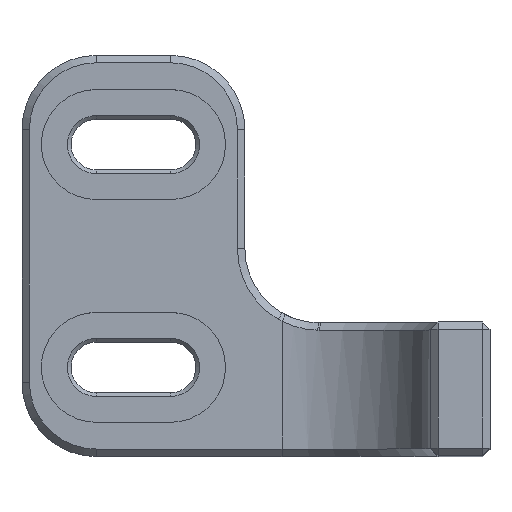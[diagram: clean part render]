
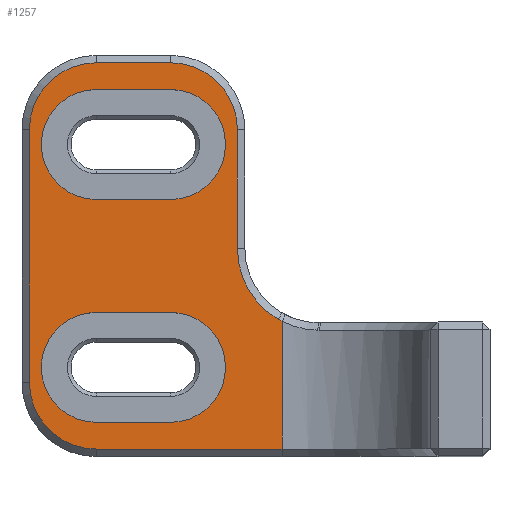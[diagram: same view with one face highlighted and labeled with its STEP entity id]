
A CAD part, top view. The second image highlights one B-rep face of the part: STEP entity #1257.
In plain terms, the highlighted planar face has unit normal (0, 0, 1).
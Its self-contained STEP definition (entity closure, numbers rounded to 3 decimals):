
#18=B_SPLINE_CURVE_WITH_KNOTS('',3,(#2089,#2090,#2091,#2092),
 .UNSPECIFIED.,.F.,.F.,(4,4),(0.505,0.53),
 .UNSPECIFIED.);
#28=FACE_BOUND('',#234,.T.);
#29=FACE_BOUND('',#235,.T.);
#81=PLANE('',#1382);
#151=FACE_OUTER_BOUND('',#233,.T.);
#233=EDGE_LOOP('',(#1097,#1098,#1099,#1100,#1101,#1102,#1103,#1104,#1105,
#1106));
#234=EDGE_LOOP('',(#1107,#1108,#1109,#1110));
#235=EDGE_LOOP('',(#1111,#1112,#1113,#1114));
#272=CIRCLE('',#1331,4.5);
#274=CIRCLE('',#1335,4.5);
#276=CIRCLE('',#1339,4.5);
#277=CIRCLE('',#1342,5.5);
#289=CIRCLE('',#1383,3.7);
#290=CIRCLE('',#1384,3.7);
#291=CIRCLE('',#1385,3.7);
#292=CIRCLE('',#1386,3.7);
#337=LINE('',#1896,#467);
#341=LINE('',#1908,#471);
#345=LINE('',#1920,#475);
#349=LINE('',#1932,#479);
#399=LINE('',#2122,#529);
#406=LINE('',#2144,#536);
#407=LINE('',#2147,#537);
#408=LINE('',#2150,#538);
#409=LINE('',#2154,#539);
#467=VECTOR('',#1530,10.);
#471=VECTOR('',#1542,10.);
#475=VECTOR('',#1554,10.);
#479=VECTOR('',#1566,10.);
#529=VECTOR('',#1682,10.);
#536=VECTOR('',#1709,10.);
#537=VECTOR('',#1712,10.);
#538=VECTOR('',#1713,10.);
#539=VECTOR('',#1716,10.);
#595=VERTEX_POINT('',#1889);
#597=VERTEX_POINT('',#1895);
#599=VERTEX_POINT('',#1901);
#601=VERTEX_POINT('',#1907);
#603=VERTEX_POINT('',#1913);
#605=VERTEX_POINT('',#1919);
#607=VERTEX_POINT('',#1925);
#609=VERTEX_POINT('',#1931);
#611=VERTEX_POINT('',#1937);
#644=VERTEX_POINT('',#2063);
#647=VERTEX_POINT('',#2140);
#648=VERTEX_POINT('',#2141);
#649=VERTEX_POINT('',#2143);
#650=VERTEX_POINT('',#2145);
#651=VERTEX_POINT('',#2148);
#652=VERTEX_POINT('',#2149);
#653=VERTEX_POINT('',#2151);
#654=VERTEX_POINT('',#2153);
#717=EDGE_CURVE('',#595,#597,#337,.T.);
#722=EDGE_CURVE('',#597,#599,#272,.T.);
#723=EDGE_CURVE('',#599,#601,#341,.T.);
#728=EDGE_CURVE('',#601,#603,#274,.T.);
#729=EDGE_CURVE('',#603,#605,#345,.T.);
#734=EDGE_CURVE('',#605,#607,#276,.T.);
#735=EDGE_CURVE('',#607,#609,#349,.T.);
#738=EDGE_CURVE('',#609,#611,#277,.T.);
#796=EDGE_CURVE('',#611,#644,#18,.T.);
#801=EDGE_CURVE('',#644,#595,#399,.T.);
#810=EDGE_CURVE('',#647,#648,#289,.T.);
#811=EDGE_CURVE('',#648,#649,#406,.T.);
#812=EDGE_CURVE('',#649,#650,#290,.T.);
#813=EDGE_CURVE('',#650,#647,#407,.T.);
#814=EDGE_CURVE('',#651,#652,#408,.T.);
#815=EDGE_CURVE('',#652,#653,#291,.T.);
#816=EDGE_CURVE('',#653,#654,#409,.T.);
#817=EDGE_CURVE('',#654,#651,#292,.T.);
#1097=ORIENTED_EDGE('',*,*,#717,.F.);
#1098=ORIENTED_EDGE('',*,*,#801,.F.);
#1099=ORIENTED_EDGE('',*,*,#796,.F.);
#1100=ORIENTED_EDGE('',*,*,#738,.F.);
#1101=ORIENTED_EDGE('',*,*,#735,.F.);
#1102=ORIENTED_EDGE('',*,*,#734,.F.);
#1103=ORIENTED_EDGE('',*,*,#729,.F.);
#1104=ORIENTED_EDGE('',*,*,#728,.F.);
#1105=ORIENTED_EDGE('',*,*,#723,.F.);
#1106=ORIENTED_EDGE('',*,*,#722,.F.);
#1107=ORIENTED_EDGE('',*,*,#810,.T.);
#1108=ORIENTED_EDGE('',*,*,#811,.T.);
#1109=ORIENTED_EDGE('',*,*,#812,.T.);
#1110=ORIENTED_EDGE('',*,*,#813,.T.);
#1111=ORIENTED_EDGE('',*,*,#814,.T.);
#1112=ORIENTED_EDGE('',*,*,#815,.T.);
#1113=ORIENTED_EDGE('',*,*,#816,.T.);
#1114=ORIENTED_EDGE('',*,*,#817,.T.);
#1257=ADVANCED_FACE('',(#151,#28,#29),#81,.F.);
#1331=AXIS2_PLACEMENT_3D('',#1905,#1538,#1539);
#1335=AXIS2_PLACEMENT_3D('',#1917,#1550,#1551);
#1339=AXIS2_PLACEMENT_3D('',#1929,#1562,#1563);
#1342=AXIS2_PLACEMENT_3D('',#1938,#1571,#1572);
#1382=AXIS2_PLACEMENT_3D('',#2139,#1705,#1706);
#1383=AXIS2_PLACEMENT_3D('',#2142,#1707,#1708);
#1384=AXIS2_PLACEMENT_3D('',#2146,#1710,#1711);
#1385=AXIS2_PLACEMENT_3D('',#2152,#1714,#1715);
#1386=AXIS2_PLACEMENT_3D('',#2155,#1717,#1718);
#1530=DIRECTION('',(-1.,0.,0.));
#1538=DIRECTION('center_axis',(0.,0.,-1.));
#1539=DIRECTION('ref_axis',(-0.707,-0.707,0.));
#1542=DIRECTION('',(0.,1.,0.));
#1550=DIRECTION('center_axis',(0.,0.,-1.));
#1551=DIRECTION('ref_axis',(-0.707,0.707,0.));
#1554=DIRECTION('',(1.,0.,0.));
#1562=DIRECTION('center_axis',(0.,0.,-1.));
#1563=DIRECTION('ref_axis',(0.707,0.707,0.));
#1566=DIRECTION('',(0.,-1.,0.));
#1571=DIRECTION('center_axis',(0.,0.,1.));
#1572=DIRECTION('ref_axis',(-0.707,-0.707,0.));
#1682=DIRECTION('',(0.,-1.,0.));
#1705=DIRECTION('center_axis',(0.,0.,-1.));
#1706=DIRECTION('ref_axis',(0.,1.,0.));
#1707=DIRECTION('center_axis',(0.,0.,-1.));
#1708=DIRECTION('ref_axis',(0.,1.,0.));
#1709=DIRECTION('',(-1.,0.,0.));
#1710=DIRECTION('center_axis',(0.,0.,-1.));
#1711=DIRECTION('ref_axis',(0.,-1.,0.));
#1712=DIRECTION('',(1.,0.,0.));
#1713=DIRECTION('',(-1.,0.,0.));
#1714=DIRECTION('center_axis',(0.,0.,-1.));
#1715=DIRECTION('ref_axis',(0.,-1.,0.));
#1716=DIRECTION('',(1.,0.,0.));
#1717=DIRECTION('center_axis',(0.,0.,-1.));
#1718=DIRECTION('ref_axis',(0.,1.,0.));
#1889=CARTESIAN_POINT('',(2.5,0.5,0.));
#1895=CARTESIAN_POINT('',(-10.,0.5,0.));
#1896=CARTESIAN_POINT('',(5.625,0.5,0.));
#1901=CARTESIAN_POINT('',(-14.5,5.,0.));
#1905=CARTESIAN_POINT('Origin',(-10.,5.,0.));
#1907=CARTESIAN_POINT('',(-14.5,22.,0.));
#1908=CARTESIAN_POINT('',(-14.5,6.75,0.));
#1913=CARTESIAN_POINT('',(-10.,26.5,0.));
#1917=CARTESIAN_POINT('Origin',(-10.,22.,0.));
#1919=CARTESIAN_POINT('',(-5.,26.5,0.));
#1920=CARTESIAN_POINT('',(-8.125,26.5,0.));
#1925=CARTESIAN_POINT('',(-0.5,22.,0.));
#1929=CARTESIAN_POINT('Origin',(-5.,22.,0.));
#1931=CARTESIAN_POINT('',(-0.5,14.,0.));
#1932=CARTESIAN_POINT('',(-0.5,20.25,0.));
#1937=CARTESIAN_POINT('',(2.25,9.237,0.));
#1938=CARTESIAN_POINT('Origin',(5.,14.,0.));
#2063=CARTESIAN_POINT('',(2.5,9.101,0.));
#2089=CARTESIAN_POINT('Ctrl Pts',(2.25,9.237,0.));
#2090=CARTESIAN_POINT('Ctrl Pts',(2.332,9.19,0.));
#2091=CARTESIAN_POINT('Ctrl Pts',(2.415,9.144,0.));
#2092=CARTESIAN_POINT('Ctrl Pts',(2.5,9.101,0.));
#2122=CARTESIAN_POINT('',(2.5,9.,0.));
#2139=CARTESIAN_POINT('Origin',(-1.25,13.5,0.));
#2140=CARTESIAN_POINT('',(-5.,9.7,0.));
#2141=CARTESIAN_POINT('',(-5.,2.3,0.));
#2142=CARTESIAN_POINT('Origin',(-5.,6.,0.));
#2143=CARTESIAN_POINT('',(-10.,2.3,0.));
#2144=CARTESIAN_POINT('',(-5.625,2.3,0.));
#2145=CARTESIAN_POINT('',(-10.,9.7,0.));
#2146=CARTESIAN_POINT('Origin',(-10.,6.,0.));
#2147=CARTESIAN_POINT('',(-3.125,9.7,0.));
#2148=CARTESIAN_POINT('',(-5.,17.3,0.));
#2149=CARTESIAN_POINT('',(-10.,17.3,0.));
#2150=CARTESIAN_POINT('',(-5.625,17.3,0.));
#2151=CARTESIAN_POINT('',(-10.,24.7,0.));
#2152=CARTESIAN_POINT('Origin',(-10.,21.,0.));
#2153=CARTESIAN_POINT('',(-5.,24.7,0.));
#2154=CARTESIAN_POINT('',(-3.125,24.7,0.));
#2155=CARTESIAN_POINT('Origin',(-5.,21.,0.));
